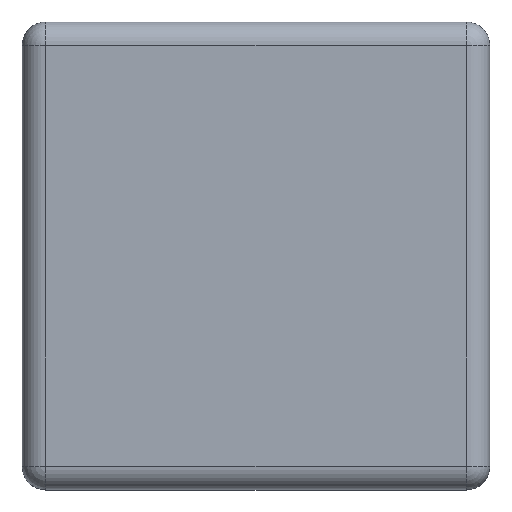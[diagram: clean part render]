
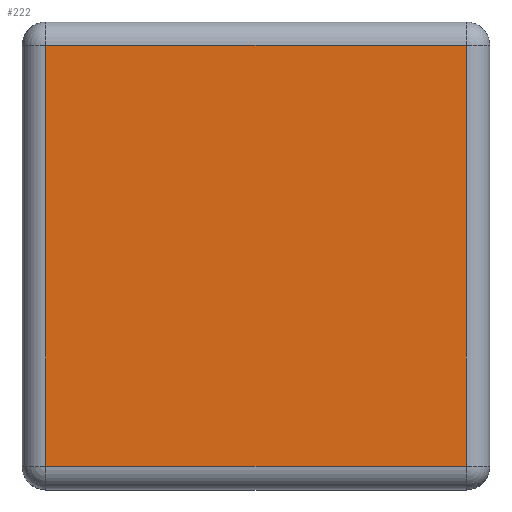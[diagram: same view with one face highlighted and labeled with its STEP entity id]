
A CAD part, top view. The second image highlights one B-rep face of the part: STEP entity #222.
In plain terms, the highlighted planar face has unit normal (0, 0, 1).
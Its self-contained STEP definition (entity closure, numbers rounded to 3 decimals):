
#13=DIRECTION('',(0.,0.,1.));
#34=VECTOR('',#35,1.);
#35=DIRECTION('',(0.,1.,0.));
#46=DIRECTION('',(1.,0.,0.));
#77=VERTEX_POINT('',#78);
#78=CARTESIAN_POINT('',(-1.89,-1.89,2.));
#83=EDGE_CURVE('',#77,#84,#86,.T.);
#84=VERTEX_POINT('',#85);
#85=CARTESIAN_POINT('',(-1.89,1.89,2.));
#86=LINE('',#78,#34);
#102=VECTOR('',#46,1.);
#214=VECTOR('',#215,1.);
#215=DIRECTION('',(-1.,-0.,-0.));
#222=ADVANCED_FACE('',(#223),#241,.T.);
#223=FACE_BOUND('',#224,.T.);
#224=EDGE_LOOP('',(#225,#226,#231,#238));
#225=ORIENTED_EDGE('',*,*,#83,.F.);
#226=ORIENTED_EDGE('',*,*,#227,.F.);
#227=EDGE_CURVE('',#228,#77,#230,.T.);
#228=VERTEX_POINT('',#229);
#229=CARTESIAN_POINT('',(1.89,-1.89,2.));
#230=LINE('',#229,#214);
#231=ORIENTED_EDGE('',*,*,#232,.F.);
#232=EDGE_CURVE('',#233,#228,#235,.T.);
#233=VERTEX_POINT('',#234);
#234=CARTESIAN_POINT('',(1.89,1.89,2.));
#235=LINE('',#234,#236);
#236=VECTOR('',#237,1.);
#237=DIRECTION('',(-0.,-1.,-0.));
#238=ORIENTED_EDGE('',*,*,#239,.F.);
#239=EDGE_CURVE('',#84,#233,#240,.T.);
#240=LINE('',#85,#102);
#241=PLANE('',#242);
#242=AXIS2_PLACEMENT_3D('',#243,#13,#46);
#243=CARTESIAN_POINT('',(-2.1,-2.1,2.));
